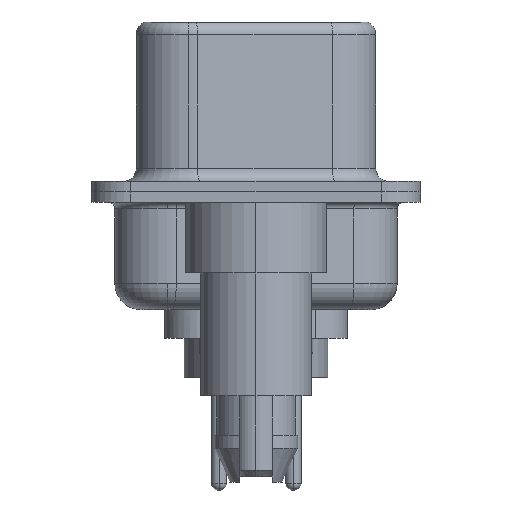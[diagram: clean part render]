
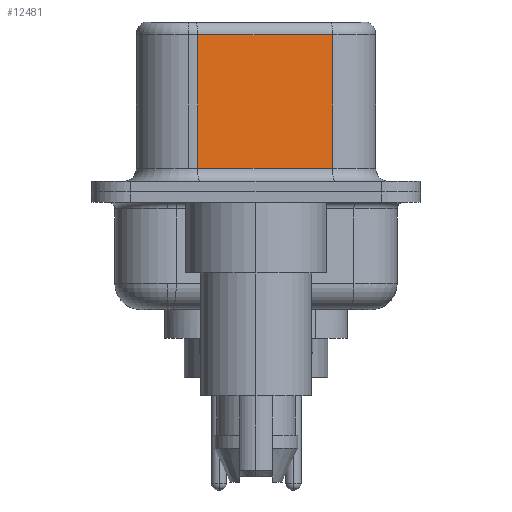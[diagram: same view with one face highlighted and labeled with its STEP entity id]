
A CAD part, left-side view. The second image highlights one B-rep face of the part: STEP entity #12481.
In plain terms, the highlighted planar face has unit normal (-0.985, -0.174, 0).
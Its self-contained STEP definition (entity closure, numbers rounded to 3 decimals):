
#237 = AXIS2_PLACEMENT_3D ( 'NONE', #751, #14144, #5253 ) ;
#751 = CARTESIAN_POINT ( 'NONE',  ( 4.58, -2.927, 6.52 ) ) ;
#978 = CARTESIAN_POINT ( 'NONE',  ( 3.67, 2.233, 6.02 ) ) ;
#1065 = VERTEX_POINT ( 'NONE', #16661 ) ;
#1544 = LINE ( 'NONE', #17355, #16770 ) ;
#1566 = DIRECTION ( 'NONE',  ( 0., 0., -1. ) ) ;
#1717 = VECTOR ( 'NONE', #1566, 1000. ) ;
#2181 = LINE ( 'NONE', #10487, #1717 ) ;
#2650 = VERTEX_POINT ( 'NONE', #978 ) ;
#3913 = ORIENTED_EDGE ( 'NONE', *, *, #16833, .T. ) ;
#4088 = FACE_OUTER_BOUND ( 'NONE', #16848, .T. ) ;
#4292 = CARTESIAN_POINT ( 'NONE',  ( 3.67, 2.233, 0.9 ) ) ;
#5022 = EDGE_CURVE ( 'NONE', #2650, #19051, #6644, .T. ) ;
#5253 = DIRECTION ( 'NONE',  ( -0.174, 0.985, 0. ) ) ;
#6056 = EDGE_CURVE ( 'NONE', #19051, #1065, #1544, .T. ) ;
#6644 = LINE ( 'NONE', #18850, #18359 ) ;
#6825 = CARTESIAN_POINT ( 'NONE',  ( 4.58, -2.927, 6.02 ) ) ;
#7495 = ORIENTED_EDGE ( 'NONE', *, *, #6056, .T. ) ;
#9149 = CARTESIAN_POINT ( 'NONE',  ( 4.58, -2.927, 6.02 ) ) ;
#9721 = LINE ( 'NONE', #9149, #16996 ) ;
#10448 = ORIENTED_EDGE ( 'NONE', *, *, #5022, .T. ) ;
#10487 = CARTESIAN_POINT ( 'NONE',  ( 4.58, -2.927, 6.52 ) ) ;
#10590 = VERTEX_POINT ( 'NONE', #6825 ) ;
#11228 = PLANE ( 'NONE',  #237 ) ;
#11787 = ORIENTED_EDGE ( 'NONE', *, *, #18599, .F. ) ;
#12175 = DIRECTION ( 'NONE',  ( -0.174, 0.985, 0. ) ) ;
#12481 = ADVANCED_FACE ( 'NONE', ( #4088 ), #11228, .F. ) ;
#14144 = DIRECTION ( 'NONE',  ( 0.985, 0.174, 0. ) ) ;
#15463 = DIRECTION ( 'NONE',  ( 0., 0., -1. ) ) ;
#16661 = CARTESIAN_POINT ( 'NONE',  ( 4.58, -2.927, 0.9 ) ) ;
#16770 = VECTOR ( 'NONE', #17253, 1000. ) ;
#16833 = EDGE_CURVE ( 'NONE', #10590, #2650, #9721, .T. ) ;
#16848 = EDGE_LOOP ( 'NONE', ( #11787, #3913, #10448, #7495 ) ) ;
#16996 = VECTOR ( 'NONE', #12175, 1000. ) ;
#17253 = DIRECTION ( 'NONE',  ( 0.174, -0.985, 0. ) ) ;
#17355 = CARTESIAN_POINT ( 'NONE',  ( 4.58, -2.927, 0.9 ) ) ;
#18359 = VECTOR ( 'NONE', #15463, 1000. ) ;
#18599 = EDGE_CURVE ( 'NONE', #10590, #1065, #2181, .T. ) ;
#18850 = CARTESIAN_POINT ( 'NONE',  ( 3.67, 2.233, 6.52 ) ) ;
#19051 = VERTEX_POINT ( 'NONE', #4292 ) ;
